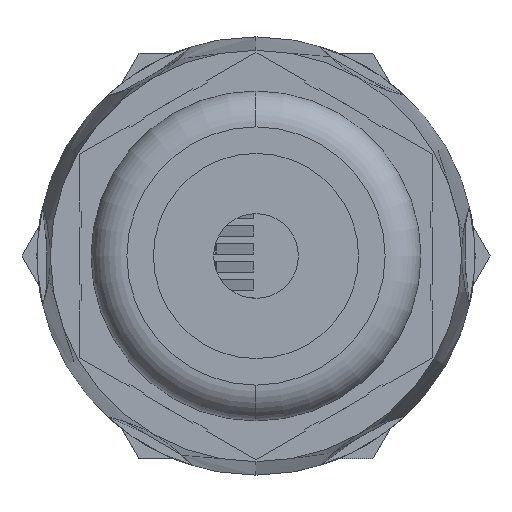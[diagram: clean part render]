
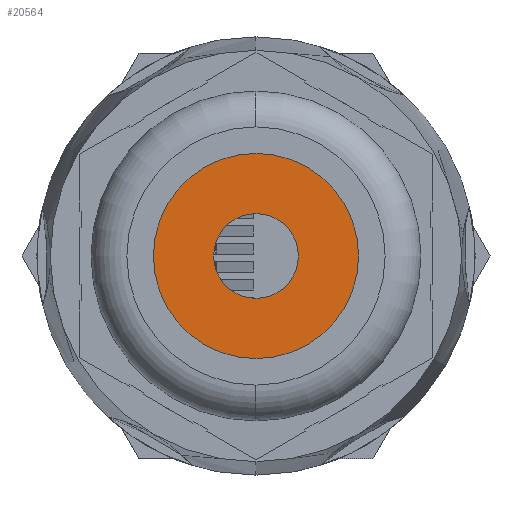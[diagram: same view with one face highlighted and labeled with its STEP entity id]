
A CAD part, left-side view. The second image highlights one B-rep face of the part: STEP entity #20564.
In plain terms, the highlighted planar face has unit normal (-1, 0, 0).
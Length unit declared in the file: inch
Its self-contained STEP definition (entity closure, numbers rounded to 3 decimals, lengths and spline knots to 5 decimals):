
#1685 = CARTESIAN_POINT ( 'NONE',  ( -0.226, 0., 0.118 ) ) ;
#1695 = DIRECTION ( 'NONE',  ( 0., 0., -1. ) ) ;
#1696 = DIRECTION ( 'NONE',  ( 1., 0., 0. ) ) ;
#1697 = CARTESIAN_POINT ( 'NONE',  ( -0.226, 0., 0. ) ) ;
#1703 = AXIS2_PLACEMENT_3D ( 'NONE', #1697, #1696, #1695 ) ;
#1716 = CIRCLE ( 'NONE', #1703, 0.118 ) ;
#1728 = CIRCLE ( 'NONE', #1760, 0.305 ) ;
#1735 = DIRECTION ( 'NONE',  ( 0., 0., -1. ) ) ;
#1736 = DIRECTION ( 'NONE',  ( 1., 0., 0. ) ) ;
#1737 = CARTESIAN_POINT ( 'NONE',  ( -0.226, 0., 0. ) ) ;
#1738 = AXIS2_PLACEMENT_3D ( 'NONE', #1737, #1736, #1735 ) ;
#1750 = CIRCLE ( 'NONE', #1738, 0.305 ) ;
#1755 = PLANE ( 'NONE',  #1802 ) ;
#1757 = FACE_BOUND ( 'NONE', #3931, .T. ) ;
#1759 = DIRECTION ( 'NONE',  ( 0., 0., -1. ) ) ;
#1760 = AXIS2_PLACEMENT_3D ( 'NONE', #1764, #1766, #1759 ) ;
#1764 = CARTESIAN_POINT ( 'NONE',  ( -0.226, 0., 0. ) ) ;
#1766 = DIRECTION ( 'NONE',  ( 1., 0., 0. ) ) ;
#1777 = CARTESIAN_POINT ( 'NONE',  ( -0.226, 0., 0.305 ) ) ;
#1791 = DIRECTION ( 'NONE',  ( 0., 0., -1. ) ) ;
#1792 = DIRECTION ( 'NONE',  ( 1., 0., 0. ) ) ;
#1802 = AXIS2_PLACEMENT_3D ( 'NONE', #1810, #1792, #1791 ) ;
#1806 = FACE_OUTER_BOUND ( 'NONE', #20535, .T. ) ;
#1810 = CARTESIAN_POINT ( 'NONE',  ( -0.226, 0., 0. ) ) ;
#3931 = EDGE_LOOP ( 'NONE', ( #20907, #16390 ) ) ;
#9994 = CIRCLE ( 'NONE', #10067, 0.118 ) ;
#10064 = DIRECTION ( 'NONE',  ( 0., 0., -1. ) ) ;
#10065 = DIRECTION ( 'NONE',  ( 1., 0., 0. ) ) ;
#10066 = CARTESIAN_POINT ( 'NONE',  ( -0.226, 0., 0. ) ) ;
#10067 = AXIS2_PLACEMENT_3D ( 'NONE', #10066, #10065, #10064 ) ;
#10479 = CARTESIAN_POINT ( 'NONE',  ( -0.226, 0., -0.118 ) ) ;
#10550 = CARTESIAN_POINT ( 'NONE',  ( -0.226, 0., -0.305 ) ) ;
#16390 = ORIENTED_EDGE ( 'NONE', *, *, #16793, .T. ) ;
#16793 = EDGE_CURVE ( 'NONE', #20363, #20485, #9994, .T. ) ;
#20357 = VERTEX_POINT ( 'NONE', #10550 ) ;
#20363 = VERTEX_POINT ( 'NONE', #10479 ) ;
#20485 = VERTEX_POINT ( 'NONE', #1685 ) ;
#20503 = EDGE_CURVE ( 'NONE', #20485, #20363, #1716, .T. ) ;
#20533 = EDGE_CURVE ( 'NONE', #20557, #20357, #1750, .T. ) ;
#20535 = EDGE_LOOP ( 'NONE', ( #20566, #20561 ) ) ;
#20549 = EDGE_CURVE ( 'NONE', #20357, #20557, #1728, .T. ) ;
#20557 = VERTEX_POINT ( 'NONE', #1777 ) ;
#20561 = ORIENTED_EDGE ( 'NONE', *, *, #20549, .F. ) ;
#20564 = ADVANCED_FACE ( 'NONE', ( #1806, #1757 ), #1755, .F. ) ;
#20566 = ORIENTED_EDGE ( 'NONE', *, *, #20533, .F. ) ;
#20907 = ORIENTED_EDGE ( 'NONE', *, *, #20503, .T. ) ;
